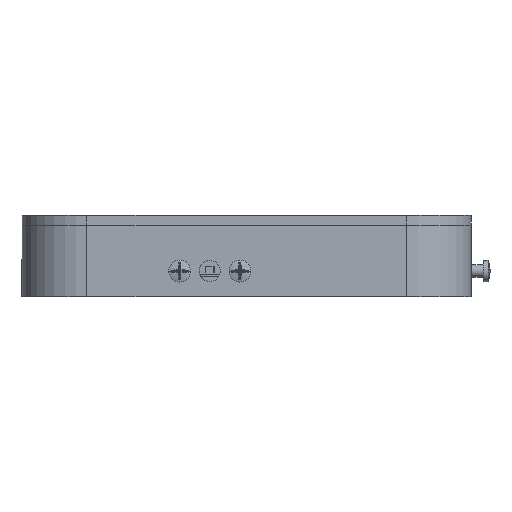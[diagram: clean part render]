
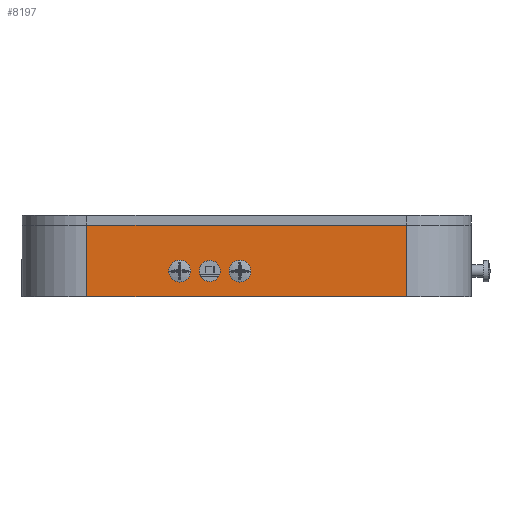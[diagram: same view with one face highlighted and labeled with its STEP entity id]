
A CAD part, left-side view. The second image highlights one B-rep face of the part: STEP entity #8197.
In plain terms, the highlighted planar face has unit normal (-1, 0, 0).
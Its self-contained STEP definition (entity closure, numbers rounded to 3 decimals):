
#379 = AXIS2_PLACEMENT_3D ( 'NONE', #13987, #16657, #12943 ) ;
#447 = ORIENTED_EDGE ( 'NONE', *, *, #15077, .F. ) ;
#505 = VERTEX_POINT ( 'NONE', #14919 ) ;
#507 = DIRECTION ( 'NONE',  ( -1., 0., 0. ) ) ;
#668 = EDGE_CURVE ( 'NONE', #12668, #4220, #12264, .T. ) ;
#732 = VERTEX_POINT ( 'NONE', #3952 ) ;
#814 = DIRECTION ( 'NONE',  ( 0., -1., 0. ) ) ;
#890 = CIRCLE ( 'NONE', #5034, 1.45 ) ;
#934 = VECTOR ( 'NONE', #2019, 1000. ) ;
#952 = CARTESIAN_POINT ( 'NONE',  ( -13.2, 0., 4. ) ) ;
#1133 = LINE ( 'NONE', #3814, #9406 ) ;
#1334 = CARTESIAN_POINT ( 'NONE',  ( -13.2, 0., 0. ) ) ;
#1821 = AXIS2_PLACEMENT_3D ( 'NONE', #4981, #11290, #12838 ) ;
#1916 = CARTESIAN_POINT ( 'NONE',  ( -13.2, 42.15, 5.198 ) ) ;
#2019 = DIRECTION ( 'NONE',  ( 0., 0., -1. ) ) ;
#2097 = LINE ( 'NONE', #12635, #5101 ) ;
#2312 = DIRECTION ( 'NONE',  ( 0., 0., -1. ) ) ;
#2322 = CARTESIAN_POINT ( 'NONE',  ( -13.2, 46.124, 5.178 ) ) ;
#2404 = EDGE_LOOP ( 'NONE', ( #12072, #14807, #10864, #11997 ) ) ;
#2742 = VERTEX_POINT ( 'NONE', #14696 ) ;
#2801 = CARTESIAN_POINT ( 'NONE',  ( -13.2, 40., 5.198 ) ) ;
#3025 = FACE_OUTER_BOUND ( 'NONE', #2404, .T. ) ;
#3196 = ORIENTED_EDGE ( 'NONE', *, *, #11852, .F. ) ;
#3288 = EDGE_LOOP ( 'NONE', ( #3196, #12769 ) ) ;
#3515 = EDGE_CURVE ( 'NONE', #9153, #14372, #14659, .T. ) ;
#3814 = CARTESIAN_POINT ( 'NONE',  ( -13.2, 0., 0. ) ) ;
#3952 = CARTESIAN_POINT ( 'NONE',  ( -13.2, 65., 0. ) ) ;
#4113 = DIRECTION ( 'NONE',  ( -1., 0., 0. ) ) ;
#4220 = VERTEX_POINT ( 'NONE', #1916 ) ;
#4278 = DIRECTION ( 'NONE',  ( 0., 0., -1. ) ) ;
#4393 = CARTESIAN_POINT ( 'NONE',  ( -13.2, 33.884, 6.628 ) ) ;
#4440 = LINE ( 'NONE', #15138, #934 ) ;
#4665 = FACE_BOUND ( 'NONE', #8557, .T. ) ;
#4814 = AXIS2_PLACEMENT_3D ( 'NONE', #2801, #4113, #4278 ) ;
#4927 = DIRECTION ( 'NONE',  ( 1., 0., 0. ) ) ;
#4981 = CARTESIAN_POINT ( 'NONE',  ( -13.2, 46.124, 5.178 ) ) ;
#5034 = AXIS2_PLACEMENT_3D ( 'NONE', #2322, #10027, #15357 ) ;
#5093 = DIRECTION ( 'NONE',  ( 0., 0., -1. ) ) ;
#5101 = VECTOR ( 'NONE', #814, 1000. ) ;
#6389 = CARTESIAN_POINT ( 'NONE',  ( -13.2, 33.884, 5.178 ) ) ;
#6751 = CIRCLE ( 'NONE', #4814, 2.15 ) ;
#7328 = EDGE_CURVE ( 'NONE', #2742, #8709, #4440, .T. ) ;
#7568 = ORIENTED_EDGE ( 'NONE', *, *, #668, .F. ) ;
#8011 = ORIENTED_EDGE ( 'NONE', *, *, #13661, .F. ) ;
#8197 = ADVANCED_FACE ( 'NONE', ( #4665, #8660, #13911, #3025 ), #8316, .F. ) ;
#8231 = EDGE_CURVE ( 'NONE', #15751, #505, #890, .T. ) ;
#8316 = PLANE ( 'NONE',  #12743 ) ;
#8358 = CARTESIAN_POINT ( 'NONE',  ( -13.2, 65., 14.5 ) ) ;
#8557 = EDGE_LOOP ( 'NONE', ( #447, #12304 ) ) ;
#8637 = AXIS2_PLACEMENT_3D ( 'NONE', #6389, #11493, #11657 ) ;
#8660 = FACE_BOUND ( 'NONE', #3288, .T. ) ;
#8703 = CARTESIAN_POINT ( 'NONE',  ( -13.2, 37.85, 5.198 ) ) ;
#8709 = VERTEX_POINT ( 'NONE', #1334 ) ;
#8931 = CARTESIAN_POINT ( 'NONE',  ( -13.2, 33.884, 3.728 ) ) ;
#9153 = VERTEX_POINT ( 'NONE', #8931 ) ;
#9406 = VECTOR ( 'NONE', #11584, 1000. ) ;
#9852 = DIRECTION ( 'NONE',  ( 0., 0., 1. ) ) ;
#10027 = DIRECTION ( 'NONE',  ( -1., 0., 0. ) ) ;
#10170 = EDGE_CURVE ( 'NONE', #732, #8709, #1133, .T. ) ;
#10365 = EDGE_LOOP ( 'NONE', ( #7568, #8011 ) ) ;
#10409 = AXIS2_PLACEMENT_3D ( 'NONE', #15093, #507, #9852 ) ;
#10432 = LINE ( 'NONE', #15691, #16601 ) ;
#10686 = CIRCLE ( 'NONE', #10409, 1.45 ) ;
#10864 = ORIENTED_EDGE ( 'NONE', *, *, #14177, .F. ) ;
#11290 = DIRECTION ( 'NONE',  ( -1., 0., 0. ) ) ;
#11493 = DIRECTION ( 'NONE',  ( -1., 0., 0. ) ) ;
#11584 = DIRECTION ( 'NONE',  ( 0., -1., 0. ) ) ;
#11657 = DIRECTION ( 'NONE',  ( 0., 0., 1. ) ) ;
#11852 = EDGE_CURVE ( 'NONE', #14372, #9153, #10686, .T. ) ;
#11997 = ORIENTED_EDGE ( 'NONE', *, *, #12081, .T. ) ;
#12072 = ORIENTED_EDGE ( 'NONE', *, *, #10170, .T. ) ;
#12081 = EDGE_CURVE ( 'NONE', #12766, #732, #10432, .T. ) ;
#12264 = CIRCLE ( 'NONE', #379, 2.15 ) ;
#12304 = ORIENTED_EDGE ( 'NONE', *, *, #8231, .F. ) ;
#12308 = CIRCLE ( 'NONE', #1821, 1.45 ) ;
#12635 = CARTESIAN_POINT ( 'NONE',  ( -13.2, 0., 14.5 ) ) ;
#12668 = VERTEX_POINT ( 'NONE', #8703 ) ;
#12709 = CARTESIAN_POINT ( 'NONE',  ( -13.2, 46.124, 3.728 ) ) ;
#12743 = AXIS2_PLACEMENT_3D ( 'NONE', #952, #4927, #5093 ) ;
#12766 = VERTEX_POINT ( 'NONE', #8358 ) ;
#12769 = ORIENTED_EDGE ( 'NONE', *, *, #3515, .F. ) ;
#12838 = DIRECTION ( 'NONE',  ( 0., 0., 1. ) ) ;
#12943 = DIRECTION ( 'NONE',  ( 0., 0., -1. ) ) ;
#13661 = EDGE_CURVE ( 'NONE', #4220, #12668, #6751, .T. ) ;
#13911 = FACE_BOUND ( 'NONE', #10365, .T. ) ;
#13987 = CARTESIAN_POINT ( 'NONE',  ( -13.2, 40., 5.198 ) ) ;
#14177 = EDGE_CURVE ( 'NONE', #12766, #2742, #2097, .T. ) ;
#14372 = VERTEX_POINT ( 'NONE', #4393 ) ;
#14659 = CIRCLE ( 'NONE', #8637, 1.45 ) ;
#14696 = CARTESIAN_POINT ( 'NONE',  ( -13.2, 0., 14.5 ) ) ;
#14807 = ORIENTED_EDGE ( 'NONE', *, *, #7328, .F. ) ;
#14919 = CARTESIAN_POINT ( 'NONE',  ( -13.2, 46.124, 6.628 ) ) ;
#15077 = EDGE_CURVE ( 'NONE', #505, #15751, #12308, .T. ) ;
#15093 = CARTESIAN_POINT ( 'NONE',  ( -13.2, 33.884, 5.178 ) ) ;
#15138 = CARTESIAN_POINT ( 'NONE',  ( -13.2, 0., 4. ) ) ;
#15357 = DIRECTION ( 'NONE',  ( 0., 0., 1. ) ) ;
#15691 = CARTESIAN_POINT ( 'NONE',  ( -13.2, 65., 4. ) ) ;
#15751 = VERTEX_POINT ( 'NONE', #12709 ) ;
#16601 = VECTOR ( 'NONE', #2312, 1000. ) ;
#16657 = DIRECTION ( 'NONE',  ( -1., 0., 0. ) ) ;
